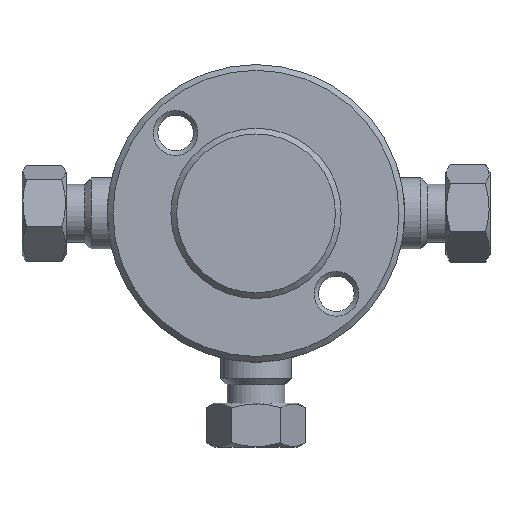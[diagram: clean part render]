
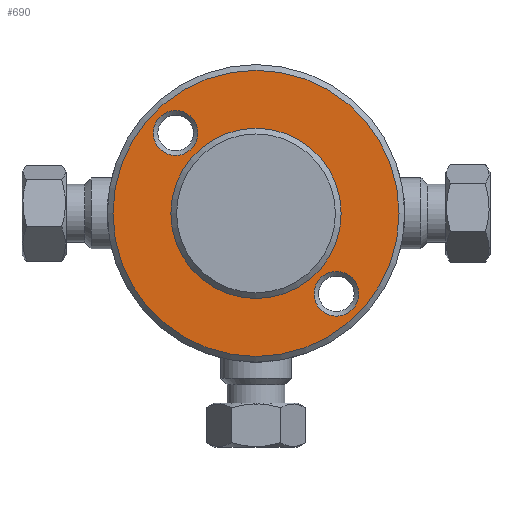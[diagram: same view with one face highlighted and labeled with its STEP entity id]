
A CAD part, left-side view. The second image highlights one B-rep face of the part: STEP entity #690.
In plain terms, the highlighted planar face has unit normal (-1, 0, 0).
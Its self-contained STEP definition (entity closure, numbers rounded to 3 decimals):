
#613=CARTESIAN_POINT('',(6.35,-8.98,-11.48));
#614=VERTEX_POINT('',#613);
#615=CARTESIAN_POINT('',(6.35,-8.98,-8.98));
#616=DIRECTION('',(1.0,0.0,0.0));
#617=DIRECTION('',(0.0,0.0,-1.0));
#618=AXIS2_PLACEMENT_3D('',#615,#616,#617);
#619=CIRCLE('',#618,2.5);
#620=EDGE_CURVE('',#614,#614,#619,.T.);
#633=CARTESIAN_POINT('',(6.35,8.98,11.48));
#634=VERTEX_POINT('',#633);
#635=CARTESIAN_POINT('',(6.35,8.98,8.98));
#636=DIRECTION('',(1.0,0.0,0.0));
#637=DIRECTION('',(0.0,0.0,1.0));
#638=AXIS2_PLACEMENT_3D('',#635,#636,#637);
#639=CIRCLE('',#638,2.5);
#640=EDGE_CURVE('',#634,#634,#639,.T.);
#653=CARTESIAN_POINT('',(6.35,15.985,0.));
#654=VERTEX_POINT('',#653);
#655=CARTESIAN_POINT('',(6.35,0.,0.0));
#656=DIRECTION('',(1.0,0.0,0.0));
#657=DIRECTION('',(0.0,-1.0,0.0));
#658=AXIS2_PLACEMENT_3D('',#655,#656,#657);
#659=CIRCLE('',#658,15.985);
#660=EDGE_CURVE('',#654,#654,#659,.T.);
#665=CARTESIAN_POINT('',(6.35,13.065,0.0));
#666=DIRECTION('',(-1.0,0.0,0.0));
#667=DIRECTION('',(0.0,0.0,1.0));
#668=AXIS2_PLACEMENT_3D('',#665,#666,#667);
#669=PLANE('',#668);
#670=ORIENTED_EDGE('',*,*,#660,.F.);
#671=EDGE_LOOP('',(#670));
#672=FACE_OUTER_BOUND('',#671,.T.);
#673=CARTESIAN_POINT('',(6.35,9.51,0.0));
#674=VERTEX_POINT('',#673);
#675=CARTESIAN_POINT('',(6.35,0.,0.0));
#676=DIRECTION('',(1.0,0.0,0.0));
#677=DIRECTION('',(0.0,1.0,0.0));
#678=AXIS2_PLACEMENT_3D('',#675,#676,#677);
#679=CIRCLE('',#678,9.51);
#680=EDGE_CURVE('',#674,#674,#679,.T.);
#681=ORIENTED_EDGE('',*,*,#680,.T.);
#682=EDGE_LOOP('',(#681));
#683=FACE_BOUND('',#682,.T.);
#684=ORIENTED_EDGE('',*,*,#640,.T.);
#685=EDGE_LOOP('',(#684));
#686=FACE_BOUND('',#685,.T.);
#687=ORIENTED_EDGE('',*,*,#620,.T.);
#688=EDGE_LOOP('',(#687));
#689=FACE_BOUND('',#688,.T.);
#690=ADVANCED_FACE('',(#672,#683,#686,#689),#669,.T.);
